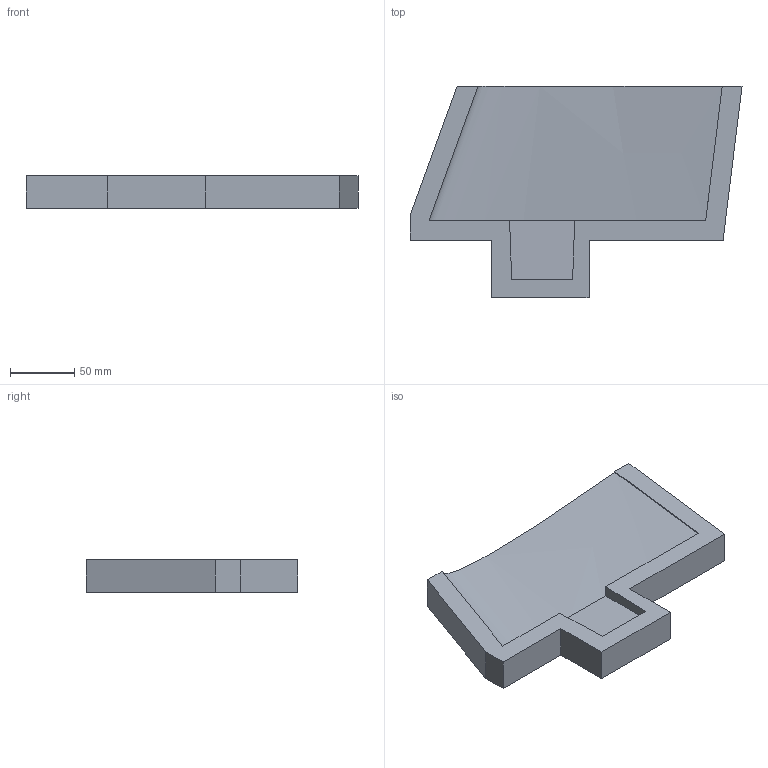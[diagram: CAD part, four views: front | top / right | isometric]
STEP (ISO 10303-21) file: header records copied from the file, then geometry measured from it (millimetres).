
FILE_DESCRIPTION (( 'STEP AP214' ), '1' );
FILE_NAME ('vertical mold right_Bottom.STEP', '2025-03-26T03:31:51', ( '' ), ( '' ), 'SwSTEP 2.0', 'SolidWorks 2024', '' );
FILE_SCHEMA (( 'AUTOMOTIVE_DESIGN' ));
Length unit declared in the file: inch
Products named in the file (1): vertical mold right_Bottom
Bounding box: 259.09 x 165.1 x 25.4 mm (x, y, z)
Volume: 629877.6 mm3; surface area: 85549.2 mm2
Topology: 1 solids, 1 shells, 18 faces, 48 edges, 32 vertices
Faces by surface type: plane 17, bspline 1
Entity records: 756 total; most frequent: CARTESIAN_POINT 285, ORIENTED_EDGE 96, DIRECTION 81, EDGE_CURVE 48, LINE 45, VECTOR 45, VERTEX_POINT 32, ADVANCED_FACE 18
